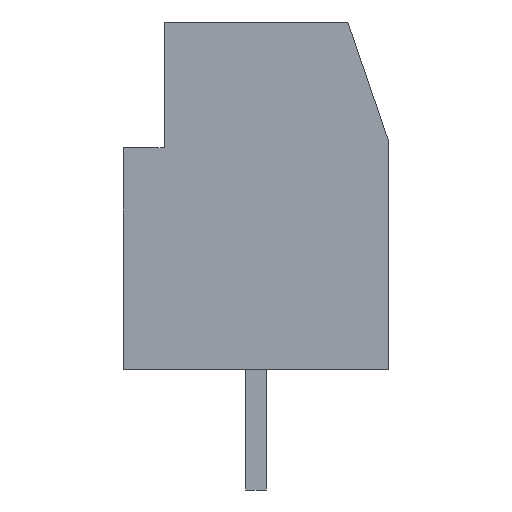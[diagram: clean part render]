
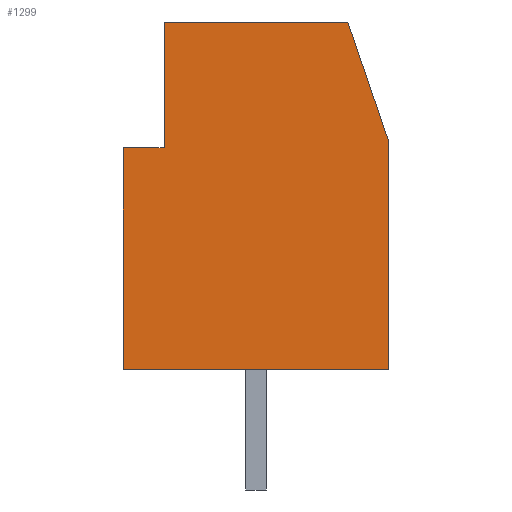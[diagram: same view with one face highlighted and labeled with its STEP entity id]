
A CAD part, front view. The second image highlights one B-rep face of the part: STEP entity #1299.
In plain terms, the highlighted planar face has unit normal (0, -1, 0).
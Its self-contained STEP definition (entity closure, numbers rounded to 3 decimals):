
#94=FACE_OUTER_BOUND('',#163,.T.);
#163=EDGE_LOOP('',(#1106,#1107,#1108,#1109,#1110,#1111,#1112));
#306=LINE('',#2028,#469);
#314=LINE('',#2040,#477);
#325=LINE('',#2065,#488);
#326=LINE('',#2068,#489);
#327=LINE('',#2070,#490);
#328=LINE('',#2072,#491);
#329=LINE('',#2073,#492);
#469=VECTOR('',#1671,10.);
#477=VECTOR('',#1681,10.);
#488=VECTOR('',#1708,10.);
#489=VECTOR('',#1711,10.);
#490=VECTOR('',#1712,10.);
#491=VECTOR('',#1713,10.);
#492=VECTOR('',#1714,10.);
#592=VERTEX_POINT('',#2025);
#593=VERTEX_POINT('',#2027);
#596=VERTEX_POINT('',#2038);
#602=VERTEX_POINT('',#2063);
#603=VERTEX_POINT('',#2067);
#604=VERTEX_POINT('',#2069);
#605=VERTEX_POINT('',#2071);
#753=EDGE_CURVE('',#593,#592,#306,.T.);
#761=EDGE_CURVE('',#592,#596,#314,.T.);
#773=EDGE_CURVE('',#602,#596,#325,.T.);
#774=EDGE_CURVE('',#603,#602,#326,.T.);
#775=EDGE_CURVE('',#603,#604,#327,.T.);
#776=EDGE_CURVE('',#604,#605,#328,.T.);
#777=EDGE_CURVE('',#593,#605,#329,.T.);
#1106=ORIENTED_EDGE('',*,*,#773,.F.);
#1107=ORIENTED_EDGE('',*,*,#774,.F.);
#1108=ORIENTED_EDGE('',*,*,#775,.T.);
#1109=ORIENTED_EDGE('',*,*,#776,.T.);
#1110=ORIENTED_EDGE('',*,*,#777,.F.);
#1111=ORIENTED_EDGE('',*,*,#753,.T.);
#1112=ORIENTED_EDGE('',*,*,#761,.T.);
#1193=PLANE('',#1394);
#1299=ADVANCED_FACE('',(#94),#1193,.T.);
#1394=AXIS2_PLACEMENT_3D('',#2066,#1709,#1710);
#1671=DIRECTION('',(1.,0.,0.));
#1681=DIRECTION('',(0.,0.,1.));
#1708=DIRECTION('',(0.324,0.,-0.946));
#1709=DIRECTION('center_axis',(0.,-1.,0.));
#1710=DIRECTION('ref_axis',(1.,0.,0.));
#1711=DIRECTION('',(1.,0.,0.));
#1712=DIRECTION('',(0.,0.,-1.));
#1713=DIRECTION('',(-1.,0.,0.));
#1714=DIRECTION('',(0.,0.,1.));
#2025=CARTESIAN_POINT('',(7.8,0.,0.));
#2027=CARTESIAN_POINT('',(0.,0.,0.));
#2028=CARTESIAN_POINT('',(0.,0.,0.));
#2038=CARTESIAN_POINT('',(7.8,0.,6.7));
#2040=CARTESIAN_POINT('',(7.8,0.,0.));
#2063=CARTESIAN_POINT('',(6.6,0.,10.2));
#2065=CARTESIAN_POINT('',(8.118,0.,5.774));
#2066=CARTESIAN_POINT('Origin',(0.,0.,0.));
#2067=CARTESIAN_POINT('',(1.2,0.,10.2));
#2068=CARTESIAN_POINT('',(0.,0.,10.2));
#2069=CARTESIAN_POINT('',(1.2,0.,6.5));
#2070=CARTESIAN_POINT('',(1.2,0.,5.1));
#2071=CARTESIAN_POINT('',(0.,0.,6.5));
#2072=CARTESIAN_POINT('',(0.3,0.,6.5));
#2073=CARTESIAN_POINT('',(0.,0.,0.));
